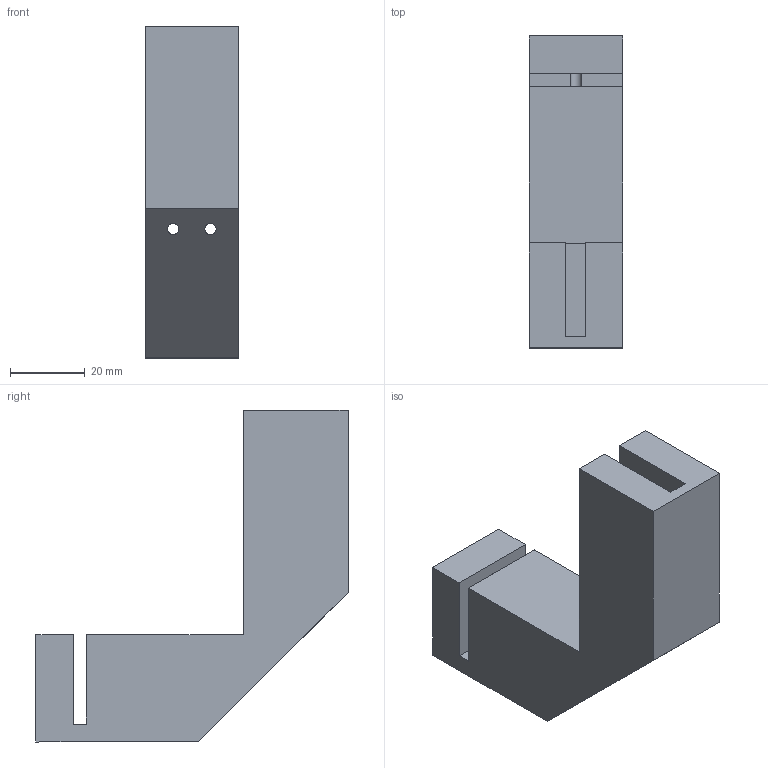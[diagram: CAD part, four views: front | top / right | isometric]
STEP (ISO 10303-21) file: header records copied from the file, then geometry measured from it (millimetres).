
FILE_DESCRIPTION(/* description */ (''),/* implementation_level */ '2;1');
FILE_NAME(/* name */ 'ServoBaseArm.step',/* time_stamp */ '2024-11-10T13:53:45+02:00',/* author */ (''),/* organization */ (''),/* preprocessor_version */ 'ST-DEVELOPER v20',/* originating_system */ 'Autodesk Translation Framework v13.20.0.188',/* authorisation */ '');
FILE_SCHEMA (('AUTOMOTIVE_DESIGN { 1 0 10303 214 3 1 1 }'));
Length unit declared in the file: millimetre
Products named in the file (1): FusionComponent
Bounding box: 25 x 83.41 x 88.72 mm (x, y, z)
Volume: 53784.7 mm3; surface area: 20985 mm2
Topology: 1 solids, 1 shells, 42 faces, 105 edges, 70 vertices
Faces by surface type: plane 29, cylinder 13
Full cylindrical faces by diameter (mm): 3 x13
Entity records: 1320 total; most frequent: DIRECTION 221, CARTESIAN_POINT 218, ORIENTED_EDGE 210, EDGE_CURVE 105, LINE 75, VECTOR 75, AXIS2_PLACEMENT_3D 73, VERTEX_POINT 70
